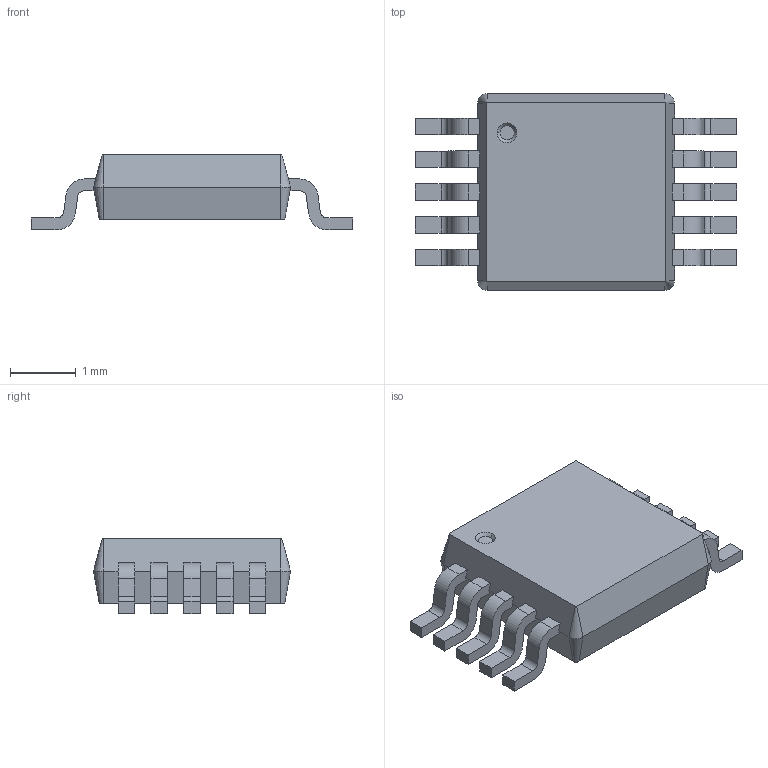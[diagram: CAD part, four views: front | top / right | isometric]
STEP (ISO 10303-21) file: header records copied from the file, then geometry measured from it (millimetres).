
FILE_DESCRIPTION((''),'2;1');
FILE_NAME('MSOP-10_MCRCHP','2010-10-19T',('Simon'),(''),'PRO/ENGINEER BY PARAMETRIC TECHNOLOGY CORPORATION, 2008400','PRO/ENGINEER BY PARAMETRIC TECHNOLOGY CORPORATION, 2008400','');
FILE_SCHEMA(('AUTOMOTIVE_DESIGN_CC2 { 1 2 10303 214 -1 1 5 2 }'));
Length unit declared in the file: millimetre
Products named in the file (1): MSOP-10_MCRCHP
Bounding box: 4.9 x 3 x 1.15 mm (x, y, z)
Volume: 9 mm3; surface area: 38.9 mm2
Topology: 1 solids, 1 shells, 151 faces, 436 edges, 288 vertices
Faces by surface type: plane 101, cylinder 40, cone 10
Entity records: 8123 total; most frequent: CARTESIAN_POINT 875, ORIENTED_EDGE 872, DIRECTION 834, PRESENTATION_STYLE_ASSIGNMENT 588, STYLED_ITEM 437, CURVE_STYLE 436, EDGE_CURVE 436, VECTOR 340
